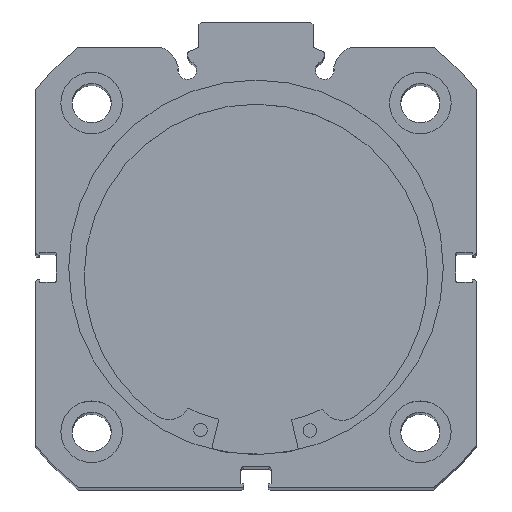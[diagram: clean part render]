
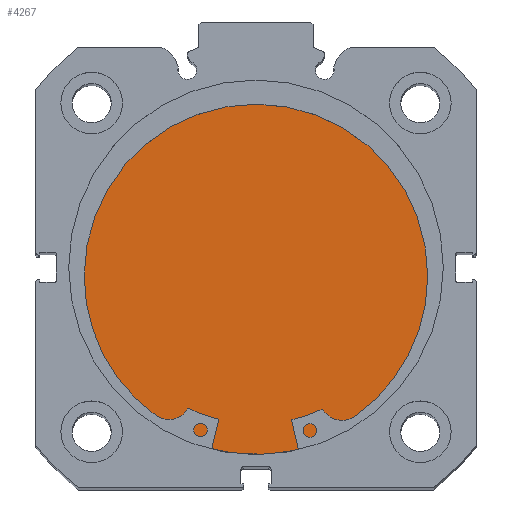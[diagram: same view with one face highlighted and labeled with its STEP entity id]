
A CAD part, top view. The second image highlights one B-rep face of the part: STEP entity #4267.
In plain terms, the highlighted face is planar.
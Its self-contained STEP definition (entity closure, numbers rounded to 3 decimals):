
#690 = AXIS2_PLACEMENT_3D ( 'NONE', #5453, #5454, #5455 ) ;
#698 = AXIS2_PLACEMENT_3D ( 'NONE', #5477, #5478, #5479 ) ;
#769 = AXIS2_PLACEMENT_3D ( 'NONE', #6082, #6084, #6085 ) ;
#1369 = VERTEX_POINT ( 'NONE', #5362 ) ;
#1371 = VERTEX_POINT ( 'NONE', #5364 ) ;
#1528 = EDGE_CURVE ( 'NONE', #1371, #1369, #4593, .T. ) ;
#1537 = EDGE_CURVE ( 'NONE', #1369, #1371, #4604, .T. ) ;
#3287 = ORIENTED_EDGE ( 'NONE', *, *, #1537, .F. ) ;
#3288 = ORIENTED_EDGE ( 'NONE', *, *, #1528, .F. ) ;
#4008 = EDGE_LOOP ( 'NONE', ( #3288, #3287 ) ) ;
#4267 = ADVANCED_FACE ( 'NONE', ( #4787 ), #6083, .F. ) ;
#4593 = CIRCLE ( 'NONE', #690, 41. ) ;
#4604 = CIRCLE ( 'NONE', #698, 41. ) ;
#4787 = FACE_OUTER_BOUND ( 'NONE', #4008, .T. ) ;
#5362 = CARTESIAN_POINT ( 'NONE',  ( 12., 0., -41. ) ) ;
#5364 = CARTESIAN_POINT ( 'NONE',  ( 12., 0., 41. ) ) ;
#5453 = CARTESIAN_POINT ( 'NONE',  ( 12., 0., 0. ) ) ;
#5454 = DIRECTION ( 'NONE',  ( -1., 0., 0. ) ) ;
#5455 = DIRECTION ( 'NONE',  ( 0., 0., 1. ) ) ;
#5477 = CARTESIAN_POINT ( 'NONE',  ( 12., 0., 0. ) ) ;
#5478 = DIRECTION ( 'NONE',  ( -1., 0., 0. ) ) ;
#5479 = DIRECTION ( 'NONE',  ( 0., 0., 1. ) ) ;
#6082 = CARTESIAN_POINT ( 'NONE',  ( 12., 41., 0. ) ) ;
#6083 = PLANE ( 'NONE',  #769 ) ;
#6084 = DIRECTION ( 'NONE',  ( -1., 0., 0. ) ) ;
#6085 = DIRECTION ( 'NONE',  ( 0., 0., 1. ) ) ;
